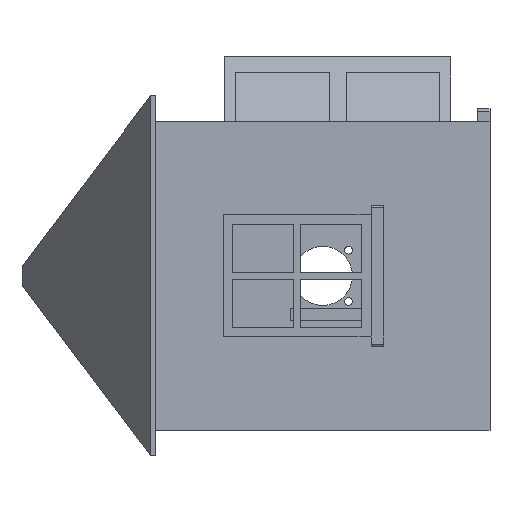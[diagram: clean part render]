
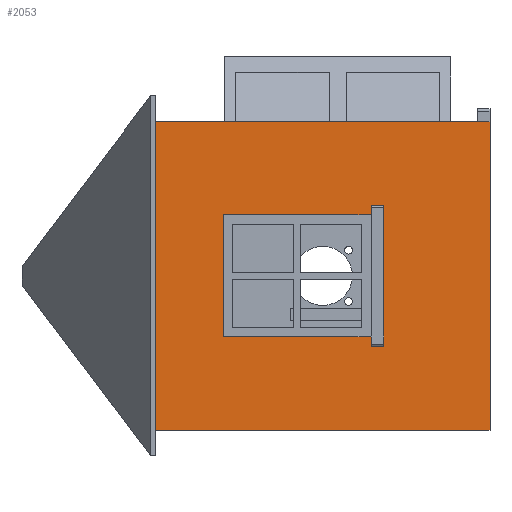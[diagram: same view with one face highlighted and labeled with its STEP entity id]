
A CAD part, left-side view. The second image highlights one B-rep face of the part: STEP entity #2053.
In plain terms, the highlighted planar face has unit normal (-1, 0, 0).
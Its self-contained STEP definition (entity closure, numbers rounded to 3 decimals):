
#46 = DIRECTION ( 'NONE',  ( 0., 1., 0. ) ) ;
#68 = VERTEX_POINT ( 'NONE', #3099 ) ;
#138 = DIRECTION ( 'NONE',  ( 0., 0., -1. ) ) ;
#145 = VERTEX_POINT ( 'NONE', #4887 ) ;
#184 = ORIENTED_EDGE ( 'NONE', *, *, #895, .F. ) ;
#342 = ORIENTED_EDGE ( 'NONE', *, *, #1253, .F. ) ;
#385 = EDGE_CURVE ( 'NONE', #3728, #1297, #574, .T. ) ;
#435 = LINE ( 'NONE', #5095, #3660 ) ;
#458 = CARTESIAN_POINT ( 'NONE',  ( -60., -130., -60. ) ) ;
#465 = EDGE_CURVE ( 'NONE', #145, #2787, #4771, .T. ) ;
#468 = DIRECTION ( 'NONE',  ( 0., 0., -1. ) ) ;
#507 = ORIENTED_EDGE ( 'NONE', *, *, #2213, .F. ) ;
#522 = CARTESIAN_POINT ( 'NONE',  ( -60., -130., 60. ) ) ;
#534 = LINE ( 'NONE', #1693, #3518 ) ;
#574 = LINE ( 'NONE', #4276, #950 ) ;
#602 = VECTOR ( 'NONE', #1252, 1000. ) ;
#694 = LINE ( 'NONE', #3635, #1257 ) ;
#708 = DIRECTION ( 'NONE',  ( 0., 0., 1. ) ) ;
#724 = EDGE_CURVE ( 'NONE', #1969, #68, #855, .T. ) ;
#829 = DIRECTION ( 'NONE',  ( 0., 0., 1. ) ) ;
#855 = LINE ( 'NONE', #458, #3033 ) ;
#895 = EDGE_CURVE ( 'NONE', #1375, #4936, #5039, .T. ) ;
#950 = VECTOR ( 'NONE', #4361, 1000. ) ;
#969 = ORIENTED_EDGE ( 'NONE', *, *, #3468, .F. ) ;
#1045 = AXIS2_PLACEMENT_3D ( 'NONE', #4451, #4420, #708 ) ;
#1081 = DIRECTION ( 'NONE',  ( 0., 0., 1. ) ) ;
#1150 = CARTESIAN_POINT ( 'NONE',  ( -60., -88.75, -27.5 ) ) ;
#1186 = ORIENTED_EDGE ( 'NONE', *, *, #465, .F. ) ;
#1252 = DIRECTION ( 'NONE',  ( 0., 0., 1. ) ) ;
#1253 = EDGE_CURVE ( 'NONE', #4704, #1589, #2841, .T. ) ;
#1257 = VECTOR ( 'NONE', #2840, 1000. ) ;
#1270 = ORIENTED_EDGE ( 'NONE', *, *, #724, .F. ) ;
#1277 = CARTESIAN_POINT ( 'NONE',  ( -60., -88.75, -27.5 ) ) ;
#1297 = VERTEX_POINT ( 'NONE', #3661 ) ;
#1362 = VECTOR ( 'NONE', #829, 1000. ) ;
#1375 = VERTEX_POINT ( 'NONE', #3884 ) ;
#1431 = CARTESIAN_POINT ( 'NONE',  ( -60., -83.75, -27.5 ) ) ;
#1589 = VERTEX_POINT ( 'NONE', #1855 ) ;
#1625 = ORIENTED_EDGE ( 'NONE', *, *, #4023, .F. ) ;
#1693 = CARTESIAN_POINT ( 'NONE',  ( -60., -83.75, -23.75 ) ) ;
#1716 = VECTOR ( 'NONE', #138, 1000. ) ;
#1744 = CARTESIAN_POINT ( 'NONE',  ( -60., -83.75, -27.5 ) ) ;
#1813 = VECTOR ( 'NONE', #468, 1000. ) ;
#1855 = CARTESIAN_POINT ( 'NONE',  ( -60., -88.75, 27.5 ) ) ;
#1969 = VERTEX_POINT ( 'NONE', #3568 ) ;
#2002 = CARTESIAN_POINT ( 'NONE',  ( -60., -83.75, 27.5 ) ) ;
#2053 = ADVANCED_FACE ( 'NONE', ( #5210, #3514 ), #5185, .T. ) ;
#2201 = ORIENTED_EDGE ( 'NONE', *, *, #385, .T. ) ;
#2213 = EDGE_CURVE ( 'NONE', #1589, #2480, #435, .T. ) ;
#2220 = LINE ( 'NONE', #3895, #2900 ) ;
#2269 = EDGE_LOOP ( 'NONE', ( #4055, #1270, #3472, #2201 ) ) ;
#2391 = EDGE_CURVE ( 'NONE', #68, #1297, #2220, .T. ) ;
#2455 = LINE ( 'NONE', #1431, #3547 ) ;
#2480 = VERTEX_POINT ( 'NONE', #2002 ) ;
#2654 = DIRECTION ( 'NONE',  ( 0., 0., -1. ) ) ;
#2787 = VERTEX_POINT ( 'NONE', #3804 ) ;
#2840 = DIRECTION ( 'NONE',  ( 0., 1., 0. ) ) ;
#2841 = LINE ( 'NONE', #1277, #602 ) ;
#2900 = VECTOR ( 'NONE', #1081, 1000. ) ;
#3009 = DIRECTION ( 'NONE',  ( 0., -1., 0. ) ) ;
#3033 = VECTOR ( 'NONE', #46, 1000. ) ;
#3044 = EDGE_CURVE ( 'NONE', #5022, #145, #694, .T. ) ;
#3069 = CARTESIAN_POINT ( 'NONE',  ( -60., -26.25, 23.75 ) ) ;
#3099 = CARTESIAN_POINT ( 'NONE',  ( -60., 0., -60. ) ) ;
#3264 = EDGE_LOOP ( 'NONE', ( #1625, #507, #342, #969, #184, #4741, #1186, #4582 ) ) ;
#3406 = CARTESIAN_POINT ( 'NONE',  ( -60., -83.75, -27.5 ) ) ;
#3468 = EDGE_CURVE ( 'NONE', #4936, #4704, #4042, .T. ) ;
#3472 = ORIENTED_EDGE ( 'NONE', *, *, #3941, .T. ) ;
#3514 = FACE_OUTER_BOUND ( 'NONE', #2269, .T. ) ;
#3518 = VECTOR ( 'NONE', #3009, 1000. ) ;
#3547 = VECTOR ( 'NONE', #2654, 1000. ) ;
#3568 = CARTESIAN_POINT ( 'NONE',  ( -60., -130., -60. ) ) ;
#3635 = CARTESIAN_POINT ( 'NONE',  ( -60., -83.75, 23.75 ) ) ;
#3660 = VECTOR ( 'NONE', #5006, 1000. ) ;
#3661 = CARTESIAN_POINT ( 'NONE',  ( -60., 0., 60. ) ) ;
#3722 = CARTESIAN_POINT ( 'NONE',  ( -60., -130., 60. ) ) ;
#3728 = VERTEX_POINT ( 'NONE', #522 ) ;
#3804 = CARTESIAN_POINT ( 'NONE',  ( -60., -26.25, -23.75 ) ) ;
#3829 = CARTESIAN_POINT ( 'NONE',  ( -60., -88.75, -27.5 ) ) ;
#3884 = CARTESIAN_POINT ( 'NONE',  ( -60., -83.75, -23.75 ) ) ;
#3895 = CARTESIAN_POINT ( 'NONE',  ( -60., 0., 60. ) ) ;
#3941 = EDGE_CURVE ( 'NONE', #1969, #3728, #5031, .T. ) ;
#4023 = EDGE_CURVE ( 'NONE', #2480, #5022, #2455, .T. ) ;
#4042 = LINE ( 'NONE', #1150, #4537 ) ;
#4055 = ORIENTED_EDGE ( 'NONE', *, *, #2391, .F. ) ;
#4276 = CARTESIAN_POINT ( 'NONE',  ( -60., -130., 60. ) ) ;
#4361 = DIRECTION ( 'NONE',  ( 0., 1., 0. ) ) ;
#4420 = DIRECTION ( 'NONE',  ( -1., 0., 0. ) ) ;
#4451 = CARTESIAN_POINT ( 'NONE',  ( -60., -130., 60. ) ) ;
#4525 = DIRECTION ( 'NONE',  ( 0., -1., 0. ) ) ;
#4537 = VECTOR ( 'NONE', #4525, 1000. ) ;
#4582 = ORIENTED_EDGE ( 'NONE', *, *, #3044, .F. ) ;
#4704 = VERTEX_POINT ( 'NONE', #3829 ) ;
#4705 = EDGE_CURVE ( 'NONE', #2787, #1375, #534, .T. ) ;
#4741 = ORIENTED_EDGE ( 'NONE', *, *, #4705, .F. ) ;
#4771 = LINE ( 'NONE', #3069, #1716 ) ;
#4786 = CARTESIAN_POINT ( 'NONE',  ( -60., -83.75, 23.75 ) ) ;
#4887 = CARTESIAN_POINT ( 'NONE',  ( -60., -26.25, 23.75 ) ) ;
#4936 = VERTEX_POINT ( 'NONE', #1744 ) ;
#5006 = DIRECTION ( 'NONE',  ( 0., 1., 0. ) ) ;
#5022 = VERTEX_POINT ( 'NONE', #4786 ) ;
#5031 = LINE ( 'NONE', #3722, #1362 ) ;
#5039 = LINE ( 'NONE', #3406, #1813 ) ;
#5095 = CARTESIAN_POINT ( 'NONE',  ( -60., -88.75, 27.5 ) ) ;
#5185 = PLANE ( 'NONE',  #1045 ) ;
#5210 = FACE_BOUND ( 'NONE', #3264, .T. ) ;
